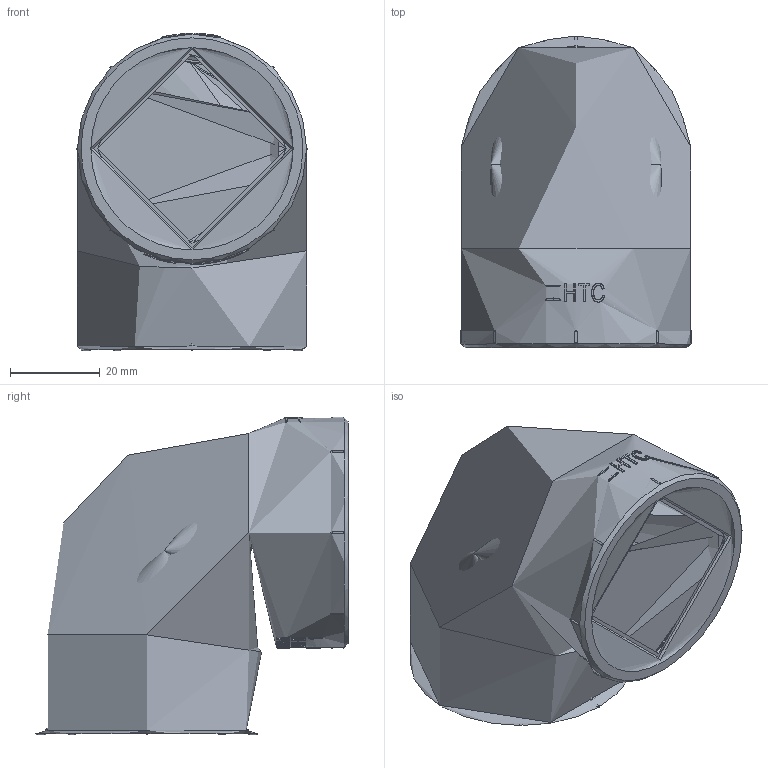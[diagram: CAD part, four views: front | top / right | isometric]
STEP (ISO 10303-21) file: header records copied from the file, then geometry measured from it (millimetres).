
FILE_DESCRIPTION(/* description */ (''),/* implementation_level */ '2;1');
FILE_NAME(/* name */ 'Z6B040040.stp',/* time_stamp */ '2025-02-10T09:18:10+08:00',/* author */ (''),/* organization */ (''),/* preprocessor_version */ 'ST-DEVELOPER v16',/* originating_system */ 'SIEMENS PLM Software NX 10.0',/* authorisation */ '');
FILE_SCHEMA (('AUTOMOTIVE_DESIGN { 1 0 10303 214 3 1 1 1 }'));
Products named in the file (1): gelv13106AE0fydk
Bounding box: 51.43 x 69.43 x 70.72 mm (x, y, z)
Surface area: 28421.3 mm2 (no closed solid volume)
Topology: 0 solids, 1 shells, 1870 faces, 5492 edges, 3636 vertices
Faces by surface type: bspline 1556, plane 170, cylinder 108, sphere 32, torus 4
Full cylindrical faces by diameter (mm): 38.57 x1, 38.572 x1, 41.91 x18, 45 x2, 51 x2
Entity records: 105058 total; most frequent: CARTESIAN_POINT 59692, ORIENTED_EDGE 10614, DIRECTION 9076, EDGE_CURVE 5307, AXIS2_PLACEMENT_3D 3606, VERTEX_POINT 3536, ELLIPSE 3058, EDGE_LOOP 1933
